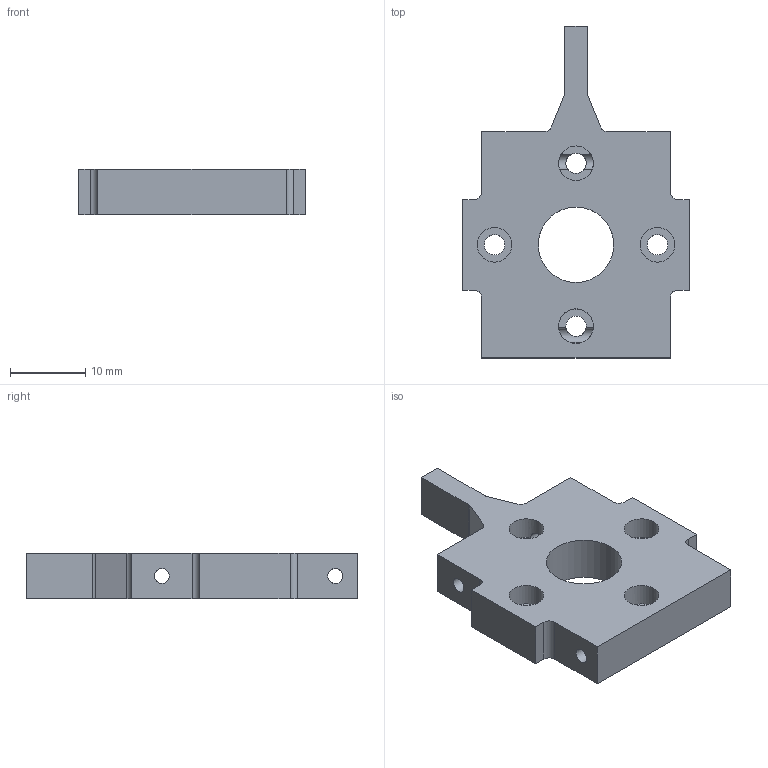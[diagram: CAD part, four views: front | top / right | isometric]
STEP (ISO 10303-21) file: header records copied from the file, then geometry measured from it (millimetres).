
FILE_DESCRIPTION(/* description */ (''),/* implementation_level */ '2;1');
FILE_NAME(/* name */ 'Servo Bracket Head V2.0 v1.step',/* time_stamp */ '2019-09-28T13:37:23+10:00',/* author */ (''),/* organization */ (''),/* preprocessor_version */ 'ST-DEVELOPER v18',/* originating_system */ 'Autodesk Translation Framework v8.6.0.1094',/* authorisation */ '');
FILE_SCHEMA (('AUTOMOTIVE_DESIGN { 1 0 10303 214 3 1 1 }'));
Length unit declared in the file: millimetre
Products named in the file (1): Servo Bracket Head V2.0
Bounding box: 30 x 44 x 6 mm (x, y, z)
Volume: 4300.2 mm3; surface area: 3086.1 mm2
Topology: 1 solids, 1 shells, 46 faces, 137 edges, 91 vertices
Faces by surface type: plane 26, cylinder 20
Full cylindrical faces by diameter (mm): 2 x3, 2.7 x4, 4.6 x4, 10 x1
Entity records: 1758 total; most frequent: CARTESIAN_POINT 416, ORIENTED_EDGE 274, DIRECTION 268, EDGE_CURVE 137, AXIS2_PLACEMENT_3D 93, VERTEX_POINT 91, LINE 82, VECTOR 82
